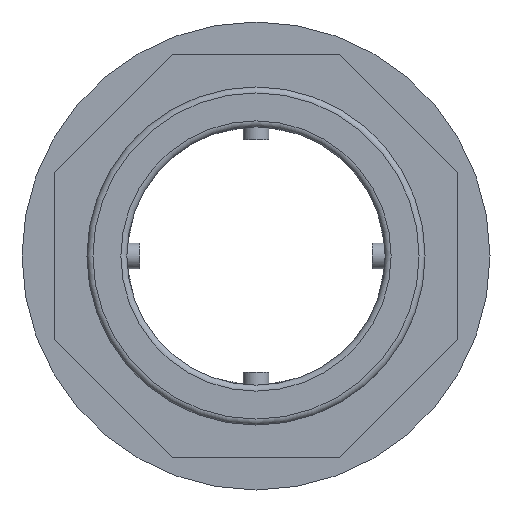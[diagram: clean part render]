
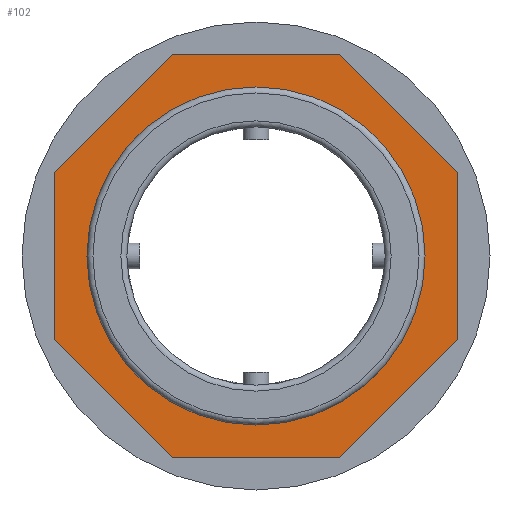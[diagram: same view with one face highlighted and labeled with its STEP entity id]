
A CAD part, left-side view. The second image highlights one B-rep face of the part: STEP entity #102.
In plain terms, the highlighted planar face has unit normal (-1, 0, 0).
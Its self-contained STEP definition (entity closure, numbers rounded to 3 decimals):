
#102 = ADVANCED_FACE( '', ( #254, #255 ), #256, .F. );
#254 = FACE_OUTER_BOUND( '', #477, .T. );
#255 = FACE_BOUND( '', #478, .T. );
#256 = PLANE( '', #479 );
#477 = EDGE_LOOP( '', ( #725, #726, #727, #728, #729, #730, #731, #732 ) );
#478 = EDGE_LOOP( '', ( #733 ) );
#479 = AXIS2_PLACEMENT_3D( '', #734, #735, #736 );
#725 = ORIENTED_EDGE( '', *, *, #1187, .F. );
#726 = ORIENTED_EDGE( '', *, *, #1155, .F. );
#727 = ORIENTED_EDGE( '', *, *, #1188, .F. );
#728 = ORIENTED_EDGE( '', *, *, #1189, .F. );
#729 = ORIENTED_EDGE( '', *, *, #1190, .F. );
#730 = ORIENTED_EDGE( '', *, *, #1191, .F. );
#731 = ORIENTED_EDGE( '', *, *, #1192, .F. );
#732 = ORIENTED_EDGE( '', *, *, #1193, .F. );
#733 = ORIENTED_EDGE( '', *, *, #1194, .T. );
#734 = CARTESIAN_POINT( '', ( 26., 0., 0. ) );
#735 = DIRECTION( '', ( 1., 0., 0. ) );
#736 = DIRECTION( '', ( 0., 0., -1. ) );
#1155 = EDGE_CURVE( '', #1337, #1338, #1339, .T. );
#1187 = EDGE_CURVE( '', #1338, #1391, #1392, .T. );
#1188 = EDGE_CURVE( '', #1393, #1337, #1394, .T. );
#1189 = EDGE_CURVE( '', #1395, #1393, #1396, .T. );
#1190 = EDGE_CURVE( '', #1397, #1395, #1398, .T. );
#1191 = EDGE_CURVE( '', #1399, #1397, #1400, .T. );
#1192 = EDGE_CURVE( '', #1401, #1399, #1402, .T. );
#1193 = EDGE_CURVE( '', #1391, #1401, #1403, .T. );
#1194 = EDGE_CURVE( '', #1404, #1404, #1405, .T. );
#1337 = VERTEX_POINT( '', #1607 );
#1338 = VERTEX_POINT( '', #1608 );
#1339 = LINE( '', #1609, #1610 );
#1391 = VERTEX_POINT( '', #1677 );
#1392 = LINE( '', #1678, #1679 );
#1393 = VERTEX_POINT( '', #1680 );
#1394 = LINE( '', #1681, #1682 );
#1395 = VERTEX_POINT( '', #1683 );
#1396 = LINE( '', #1684, #1685 );
#1397 = VERTEX_POINT( '', #1686 );
#1398 = LINE( '', #1687, #1688 );
#1399 = VERTEX_POINT( '', #1689 );
#1400 = LINE( '', #1690, #1691 );
#1401 = VERTEX_POINT( '', #1692 );
#1402 = LINE( '', #1693, #1694 );
#1403 = LINE( '', #1695, #1696 );
#1404 = VERTEX_POINT( '', #1697 );
#1405 = CIRCLE( '', #1698, 20.955 );
#1607 = CARTESIAN_POINT( '', ( 26., 25., -10.355 ) );
#1608 = CARTESIAN_POINT( '', ( 26., 25., 10.355 ) );
#1609 = CARTESIAN_POINT( '', ( 26., 25., -10.355 ) );
#1610 = VECTOR( '', #2156, 1000. );
#1677 = CARTESIAN_POINT( '', ( 26., 10.355, 25. ) );
#1678 = CARTESIAN_POINT( '', ( 26., 25., 10.355 ) );
#1679 = VECTOR( '', #2196, 1000. );
#1680 = CARTESIAN_POINT( '', ( 26., 10.355, -25. ) );
#1681 = CARTESIAN_POINT( '', ( 26., 10.355, -25. ) );
#1682 = VECTOR( '', #2197, 1000. );
#1683 = CARTESIAN_POINT( '', ( 26., -10.355, -25. ) );
#1684 = CARTESIAN_POINT( '', ( 26., -10.355, -25. ) );
#1685 = VECTOR( '', #2198, 1000. );
#1686 = CARTESIAN_POINT( '', ( 26., -25., -10.355 ) );
#1687 = CARTESIAN_POINT( '', ( 26., -25., -10.355 ) );
#1688 = VECTOR( '', #2199, 1000. );
#1689 = CARTESIAN_POINT( '', ( 26., -25., 10.355 ) );
#1690 = CARTESIAN_POINT( '', ( 26., -25., 10.355 ) );
#1691 = VECTOR( '', #2200, 1000. );
#1692 = CARTESIAN_POINT( '', ( 26., -10.355, 25. ) );
#1693 = CARTESIAN_POINT( '', ( 26., -10.355, 25. ) );
#1694 = VECTOR( '', #2201, 1000. );
#1695 = CARTESIAN_POINT( '', ( 26., 10.355, 25. ) );
#1696 = VECTOR( '', #2202, 1000. );
#1697 = CARTESIAN_POINT( '', ( 26., 0., -20.955 ) );
#1698 = AXIS2_PLACEMENT_3D( '', #2203, #2204, #2205 );
#2156 = DIRECTION( '', ( 0., 0., 1. ) );
#2196 = DIRECTION( '', ( 0., -0.707, 0.707 ) );
#2197 = DIRECTION( '', ( 0., 0.707, 0.707 ) );
#2198 = DIRECTION( '', ( 0., 1., 0. ) );
#2199 = DIRECTION( '', ( 0., 0.707, -0.707 ) );
#2200 = DIRECTION( '', ( 0., 0., -1. ) );
#2201 = DIRECTION( '', ( 0., -0.707, -0.707 ) );
#2202 = DIRECTION( '', ( 0., -1., 0. ) );
#2203 = CARTESIAN_POINT( '', ( 26., 0., 0. ) );
#2204 = DIRECTION( '', ( 1., 0., 0. ) );
#2205 = DIRECTION( '', ( 0., 0., -1. ) );
